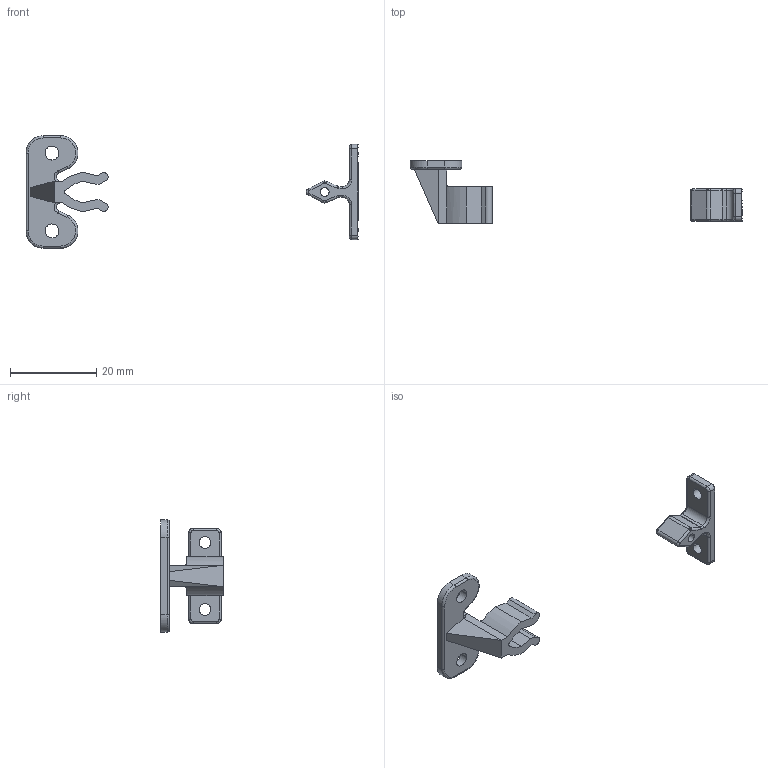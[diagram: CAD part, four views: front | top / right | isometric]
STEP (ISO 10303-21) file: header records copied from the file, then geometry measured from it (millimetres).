
FILE_DESCRIPTION((''),'2;1');
FILE_NAME('','2005-07-15T14:34:04',(''),(''),'','CADfix','');
FILE_SCHEMA(('AUTOMOTIVE_DESIGN'));
Length unit declared in the file: millimetre
Products named in the file (3): keeper; base; TL_161_18357_36
Assembly tree (2 placements, depth 2):
  TL_161_18357_36
    keeper
    base
Bounding box: 76.78 x 14.5 x 26 mm (x, y, z)
Volume: 1634.1 mm3; surface area: 1986 mm2
Topology: 2 solids, 2 shells, 122 faces, 324 edges, 206 vertices
Faces by surface type: bspline 122
Entity records: 4116 total; most frequent: CARTESIAN_POINT 2279, ORIENTED_EDGE 648, EDGE_CURVE 324, VERTEX_POINT 206, QUASI_UNIFORM_CURVE 153, EDGE_LOOP 132, FACE_OUTER_BOUND 122, ADVANCED_FACE 122
